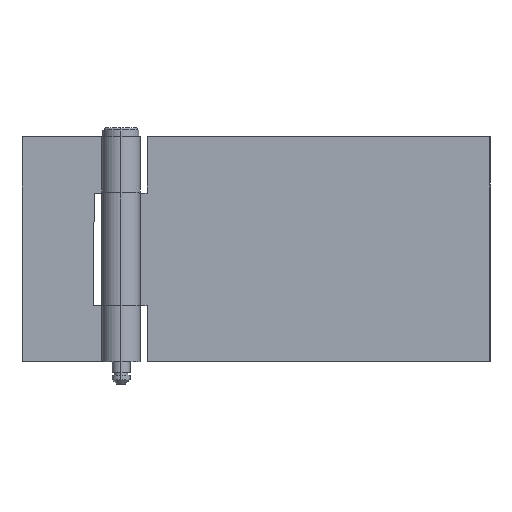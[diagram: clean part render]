
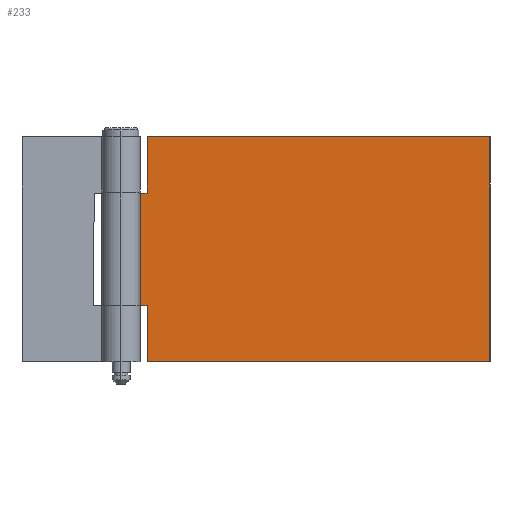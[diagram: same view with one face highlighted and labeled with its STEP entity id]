
A CAD part, top view. The second image highlights one B-rep face of the part: STEP entity #233.
In plain terms, the highlighted face is planar.
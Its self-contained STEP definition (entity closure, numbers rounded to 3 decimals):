
#127 = VERTEX_POINT ( 'NONE', #594 ) ;
#129 = VERTEX_POINT ( 'NONE', #589 ) ;
#137 = EDGE_CURVE ( 'NONE', #129, #127, #644, .T. ) ;
#205 = VERTEX_POINT ( 'NONE', #763 ) ;
#210 = VERTEX_POINT ( 'NONE', #759 ) ;
#211 = VERTEX_POINT ( 'NONE', #754 ) ;
#224 = EDGE_CURVE ( 'NONE', #205, #225, #799, .T. ) ;
#225 = VERTEX_POINT ( 'NONE', #795 ) ;
#226 = EDGE_LOOP ( 'NONE', ( #227, #230, #237, #228, #229, #251, #300, #294 ) ) ;
#227 = ORIENTED_EDGE ( 'NONE', *, *, #234, .T. ) ;
#228 = ORIENTED_EDGE ( 'NONE', *, *, #232, .T. ) ;
#229 = ORIENTED_EDGE ( 'NONE', *, *, #264, .T. ) ;
#230 = ORIENTED_EDGE ( 'NONE', *, *, #231, .T. ) ;
#231 = EDGE_CURVE ( 'NONE', #235, #127, #794, .T. ) ;
#232 = EDGE_CURVE ( 'NONE', #129, #211, #790, .T. ) ;
#233 = ADVANCED_FACE ( 'NONE', ( #786 ), #785, .F. ) ;
#234 = EDGE_CURVE ( 'NONE', #210, #235, #780, .T. ) ;
#235 = VERTEX_POINT ( 'NONE', #776 ) ;
#237 = ORIENTED_EDGE ( 'NONE', *, *, #137, .F. ) ;
#251 = ORIENTED_EDGE ( 'NONE', *, *, #224, .T. ) ;
#255 = EDGE_CURVE ( 'NONE', #210, #258, #817, .T. ) ;
#258 = VERTEX_POINT ( 'NONE', #813 ) ;
#264 = EDGE_CURVE ( 'NONE', #211, #205, #859, .T. ) ;
#294 = ORIENTED_EDGE ( 'NONE', *, *, #255, .F. ) ;
#300 = ORIENTED_EDGE ( 'NONE', *, *, #301, .T. ) ;
#301 = EDGE_CURVE ( 'NONE', #225, #258, #928, .T. ) ;
#589 = CARTESIAN_POINT ( 'NONE',  ( 82., 50., 2.25 ) ) ;
#594 = CARTESIAN_POINT ( 'NONE',  ( 5.8, 50., 2.25 ) ) ;
#641 = DIRECTION ( 'NONE',  ( -1., 0., 0. ) ) ;
#642 = VECTOR ( 'NONE', #641, 1000. ) ;
#643 = CARTESIAN_POINT ( 'NONE',  ( 82., 50., 2.25 ) ) ;
#644 = LINE ( 'NONE', #643, #642 ) ;
#754 = CARTESIAN_POINT ( 'NONE',  ( 82., 0., 2.25 ) ) ;
#759 = CARTESIAN_POINT ( 'NONE',  ( 3.606, 37.5, 2.25 ) ) ;
#763 = CARTESIAN_POINT ( 'NONE',  ( 5.8, 0., 2.25 ) ) ;
#776 = CARTESIAN_POINT ( 'NONE',  ( 5.8, 37.5, 2.25 ) ) ;
#777 = DIRECTION ( 'NONE',  ( 1., 0., 0. ) ) ;
#778 = VECTOR ( 'NONE', #777, 1000. ) ;
#779 = CARTESIAN_POINT ( 'NONE',  ( 82., 37.5, 2.25 ) ) ;
#780 = LINE ( 'NONE', #779, #778 ) ;
#781 = DIRECTION ( 'NONE',  ( 1., 0., 0. ) ) ;
#782 = DIRECTION ( 'NONE',  ( 0., 0., 1. ) ) ;
#783 = CARTESIAN_POINT ( 'NONE',  ( 82., 50., 2.25 ) ) ;
#784 = AXIS2_PLACEMENT_3D ( 'NONE', #783, #782, #781 ) ;
#785 = PLANE ( 'NONE',  #784 ) ;
#786 = FACE_OUTER_BOUND ( 'NONE', #226, .T. ) ;
#787 = DIRECTION ( 'NONE',  ( 0., -1., 0. ) ) ;
#788 = VECTOR ( 'NONE', #787, 1000. ) ;
#789 = CARTESIAN_POINT ( 'NONE',  ( 82., 50., 2.25 ) ) ;
#790 = LINE ( 'NONE', #789, #788 ) ;
#791 = DIRECTION ( 'NONE',  ( 0., 1., 0. ) ) ;
#792 = VECTOR ( 'NONE', #791, 1000. ) ;
#793 = CARTESIAN_POINT ( 'NONE',  ( 5.8, 50., 2.25 ) ) ;
#794 = LINE ( 'NONE', #793, #792 ) ;
#795 = CARTESIAN_POINT ( 'NONE',  ( 5.8, 12.5, 2.25 ) ) ;
#796 = DIRECTION ( 'NONE',  ( 0., 1., 0. ) ) ;
#797 = VECTOR ( 'NONE', #796, 1000. ) ;
#798 = CARTESIAN_POINT ( 'NONE',  ( 5.8, 50., 2.25 ) ) ;
#799 = LINE ( 'NONE', #798, #797 ) ;
#813 = CARTESIAN_POINT ( 'NONE',  ( 3.606, 12.5, 2.25 ) ) ;
#814 = DIRECTION ( 'NONE',  ( 0., -1., 0. ) ) ;
#815 = VECTOR ( 'NONE', #814, 1000. ) ;
#816 = CARTESIAN_POINT ( 'NONE',  ( 3.606, 50., 2.25 ) ) ;
#817 = LINE ( 'NONE', #816, #815 ) ;
#856 = DIRECTION ( 'NONE',  ( -1., 0., 0. ) ) ;
#857 = VECTOR ( 'NONE', #856, 1000. ) ;
#858 = CARTESIAN_POINT ( 'NONE',  ( 82., 0., 2.25 ) ) ;
#859 = LINE ( 'NONE', #858, #857 ) ;
#925 = DIRECTION ( 'NONE',  ( -1., 0., 0. ) ) ;
#926 = VECTOR ( 'NONE', #925, 1000. ) ;
#927 = CARTESIAN_POINT ( 'NONE',  ( 82., 12.5, 2.25 ) ) ;
#928 = LINE ( 'NONE', #927, #926 ) ;
